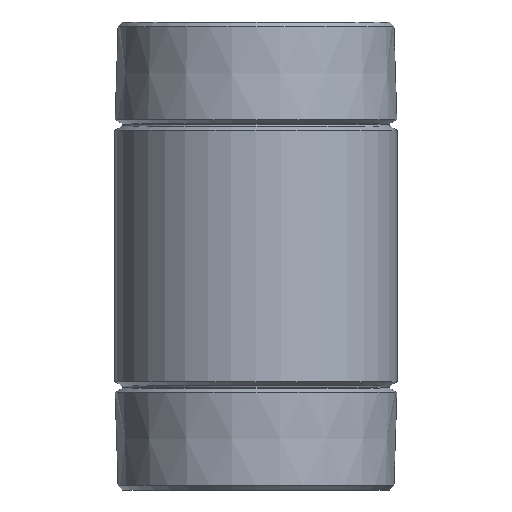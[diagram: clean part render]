
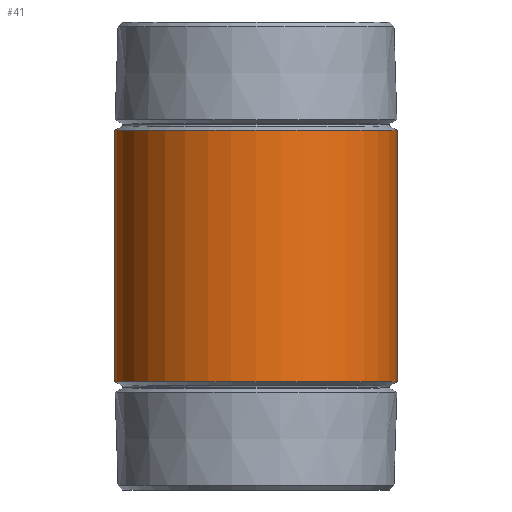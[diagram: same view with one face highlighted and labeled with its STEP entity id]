
A CAD part, front view. The second image highlights one B-rep face of the part: STEP entity #41.
In plain terms, the highlighted cylindrical face has radius 30.15 mm (diameter 60.3 mm), a partial arc.
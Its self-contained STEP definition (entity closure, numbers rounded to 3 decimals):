
#41 = ADVANCED_FACE ( 'NONE', ( #241 ), #240, .T. ) ;
#42 = EDGE_LOOP ( 'NONE', ( #43, #195, #197, #198 ) ) ;
#43 = ORIENTED_EDGE ( 'NONE', *, *, #208, .F. ) ;
#156 = VERTEX_POINT ( 'NONE', #445 ) ;
#159 = VERTEX_POINT ( 'NONE', #748 ) ;
#178 = VERTEX_POINT ( 'NONE', #599 ) ;
#181 = VERTEX_POINT ( 'NONE', #593 ) ;
#195 = ORIENTED_EDGE ( 'NONE', *, *, #196, .F. ) ;
#196 = EDGE_CURVE ( 'NONE', #181, #178, #763, .T. ) ;
#197 = ORIENTED_EDGE ( 'NONE', *, *, #211, .T. ) ;
#198 = ORIENTED_EDGE ( 'NONE', *, *, #202, .F. ) ;
#202 = EDGE_CURVE ( 'NONE', #159, #156, #754, .T. ) ;
#208 = EDGE_CURVE ( 'NONE', #178, #159, #707, .T. ) ;
#211 = EDGE_CURVE ( 'NONE', #181, #156, #703, .T. ) ;
#236 = DIRECTION ( 'NONE',  ( 1., 0., 0. ) ) ;
#237 = DIRECTION ( 'NONE',  ( 0., 0., 1. ) ) ;
#238 = CARTESIAN_POINT ( 'NONE',  ( 0., 0., 0. ) ) ;
#239 = AXIS2_PLACEMENT_3D ( 'NONE', #238, #237, #236 ) ;
#240 = CYLINDRICAL_SURFACE ( 'NONE', #239, 30.15 ) ;
#241 = FACE_OUTER_BOUND ( 'NONE', #42, .T. ) ;
#445 = CARTESIAN_POINT ( 'NONE',  ( 30.15, 0., -23.163 ) ) ;
#593 = CARTESIAN_POINT ( 'NONE',  ( 30.15, 0., -76.837 ) ) ;
#599 = CARTESIAN_POINT ( 'NONE',  ( -30.15, 0., -76.837 ) ) ;
#700 = DIRECTION ( 'NONE',  ( 0., 0., 1. ) ) ;
#701 = VECTOR ( 'NONE', #700, 1000. ) ;
#702 = CARTESIAN_POINT ( 'NONE',  ( 30.15, 0., 0. ) ) ;
#703 = LINE ( 'NONE', #702, #701 ) ;
#704 = DIRECTION ( 'NONE',  ( 0., 0., 1. ) ) ;
#705 = VECTOR ( 'NONE', #704, 1000. ) ;
#706 = CARTESIAN_POINT ( 'NONE',  ( -30.15, 0., 0. ) ) ;
#707 = LINE ( 'NONE', #706, #705 ) ;
#748 = CARTESIAN_POINT ( 'NONE',  ( -30.15, 0., -23.163 ) ) ;
#750 = DIRECTION ( 'NONE',  ( -1., 0., 0. ) ) ;
#751 = DIRECTION ( 'NONE',  ( 0., 0., 1. ) ) ;
#752 = CARTESIAN_POINT ( 'NONE',  ( 0., 0., -23.163 ) ) ;
#753 = AXIS2_PLACEMENT_3D ( 'NONE', #752, #751, #750 ) ;
#754 = CIRCLE ( 'NONE', #753, 30.15 ) ;
#760 = DIRECTION ( 'NONE',  ( 1., 0., 0. ) ) ;
#761 = DIRECTION ( 'NONE',  ( 0., 0., -1. ) ) ;
#762 = AXIS2_PLACEMENT_3D ( 'NONE', #768, #761, #760 ) ;
#763 = CIRCLE ( 'NONE', #762, 30.15 ) ;
#768 = CARTESIAN_POINT ( 'NONE',  ( 0., 0., -76.837 ) ) ;
